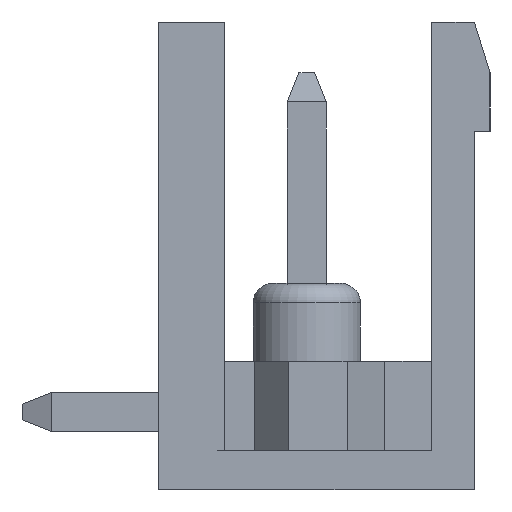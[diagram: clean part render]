
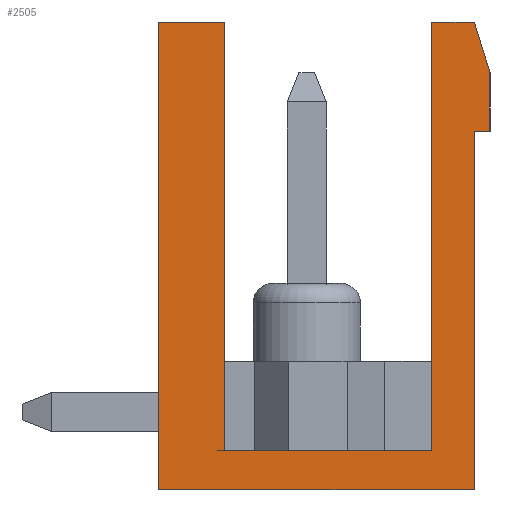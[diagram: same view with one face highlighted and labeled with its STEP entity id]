
A CAD part, left-side view. The second image highlights one B-rep face of the part: STEP entity #2505.
In plain terms, the highlighted planar face has unit normal (-1, 0, 0).
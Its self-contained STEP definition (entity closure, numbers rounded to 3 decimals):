
#2505 = ADVANCED_FACE( '', ( #4998 ), #4999, .F. );
#4998 = FACE_OUTER_BOUND( '', #7477, .T. );
#4999 = PLANE( '', #7478 );
#7477 = EDGE_LOOP( '', ( #14668, #14669, #14670, #14671, #14672, #14673, #14674, #14675, #14676, #14677, #14678 ) );
#7478 = AXIS2_PLACEMENT_3D( '', #14679, #14680, #14681 );
#14668 = ORIENTED_EDGE( '', *, *, #15572, .T. );
#14669 = ORIENTED_EDGE( '', *, *, #16114, .F. );
#14670 = ORIENTED_EDGE( '', *, *, #17478, .F. );
#14671 = ORIENTED_EDGE( '', *, *, #17498, .F. );
#14672 = ORIENTED_EDGE( '', *, *, #16033, .T. );
#14673 = ORIENTED_EDGE( '', *, *, #16333, .F. );
#14674 = ORIENTED_EDGE( '', *, *, #16256, .F. );
#14675 = ORIENTED_EDGE( '', *, *, #16801, .F. );
#14676 = ORIENTED_EDGE( '', *, *, #17947, .T. );
#14677 = ORIENTED_EDGE( '', *, *, #16466, .T. );
#14678 = ORIENTED_EDGE( '', *, *, #18271, .F. );
#14679 = CARTESIAN_POINT( '', ( -58.42, 0., 0. ) );
#14680 = DIRECTION( '', ( 1., 0., 0. ) );
#14681 = DIRECTION( '', ( 0., 0., -1. ) );
#15572 = EDGE_CURVE( '', #18802, #18803, #18804, .T. );
#16033 = EDGE_CURVE( '', #19608, #19606, #19609, .T. );
#16114 = EDGE_CURVE( '', #19743, #18803, #19744, .T. );
#16256 = EDGE_CURVE( '', #19981, #19982, #19983, .T. );
#16333 = EDGE_CURVE( '', #19982, #19606, #20118, .T. );
#16466 = EDGE_CURVE( '', #20330, #20331, #20332, .T. );
#16801 = EDGE_CURVE( '', #20857, #19981, #20858, .T. );
#17478 = EDGE_CURVE( '', #21856, #19743, #21858, .T. );
#17498 = EDGE_CURVE( '', #19608, #21856, #21883, .T. );
#17947 = EDGE_CURVE( '', #20857, #20330, #22445, .T. );
#18271 = EDGE_CURVE( '', #18802, #20331, #22796, .T. );
#18802 = VERTEX_POINT( '', #23522 );
#18803 = VERTEX_POINT( '', #23523 );
#18804 = LINE( '', #23524, #23525 );
#19606 = VERTEX_POINT( '', #24683 );
#19608 = VERTEX_POINT( '', #24686 );
#19609 = LINE( '', #24687, #24688 );
#19743 = VERTEX_POINT( '', #24881 );
#19744 = LINE( '', #24882, #24883 );
#19981 = VERTEX_POINT( '', #25224 );
#19982 = VERTEX_POINT( '', #25225 );
#19983 = LINE( '', #25226, #25227 );
#20118 = LINE( '', #25437, #25438 );
#20330 = VERTEX_POINT( '', #25732 );
#20331 = VERTEX_POINT( '', #25733 );
#20332 = LINE( '', #25734, #25735 );
#20857 = VERTEX_POINT( '', #26510 );
#20858 = LINE( '', #26511, #26512 );
#21856 = VERTEX_POINT( '', #27997 );
#21858 = LINE( '', #28000, #28001 );
#21883 = LINE( '', #28037, #28038 );
#22445 = LINE( '', #28896, #28897 );
#22796 = LINE( '', #29381, #29382 );
#23522 = CARTESIAN_POINT( '', ( -58.42, -4.45, 4.7 ) );
#23523 = CARTESIAN_POINT( '', ( -58.42, -4.05, 6. ) );
#23524 = CARTESIAN_POINT( '', ( -58.42, -4.45, 4.7 ) );
#23525 = VECTOR( '', #29711, 1000. );
#24683 = CARTESIAN_POINT( '', ( -58.42, 2.35, 6. ) );
#24686 = CARTESIAN_POINT( '', ( -58.42, 2.35, -5. ) );
#24687 = CARTESIAN_POINT( '', ( -58.42, 2.35, -5. ) );
#24688 = VECTOR( '', #30144, 1000. );
#24881 = CARTESIAN_POINT( '', ( -58.42, -2.95, 6. ) );
#24882 = CARTESIAN_POINT( '', ( -58.42, 4.05, 6. ) );
#24883 = VECTOR( '', #30213, 1000. );
#25224 = CARTESIAN_POINT( '', ( -58.42, 4.05, -6. ) );
#25225 = CARTESIAN_POINT( '', ( -58.42, 4.05, 6. ) );
#25226 = CARTESIAN_POINT( '', ( -58.42, 4.05, -6. ) );
#25227 = VECTOR( '', #30354, 1000. );
#25437 = CARTESIAN_POINT( '', ( -58.42, 4.05, 6. ) );
#25438 = VECTOR( '', #30430, 1000. );
#25732 = CARTESIAN_POINT( '', ( -58.42, -4.05, 3.2 ) );
#25733 = CARTESIAN_POINT( '', ( -58.42, -4.45, 3.2 ) );
#25734 = CARTESIAN_POINT( '', ( -58.42, -4.05, 3.2 ) );
#25735 = VECTOR( '', #30591, 1000. );
#26510 = CARTESIAN_POINT( '', ( -58.42, -4.05, -6. ) );
#26511 = CARTESIAN_POINT( '', ( -58.42, -4.45, -6. ) );
#26512 = VECTOR( '', #30881, 1000. );
#27997 = CARTESIAN_POINT( '', ( -58.42, -2.95, -5. ) );
#28000 = CARTESIAN_POINT( '', ( -58.42, -2.95, -5. ) );
#28001 = VECTOR( '', #31499, 1000. );
#28037 = CARTESIAN_POINT( '', ( -58.42, 2.35, -5. ) );
#28038 = VECTOR( '', #31517, 1000. );
#28896 = CARTESIAN_POINT( '', ( -58.42, -4.05, -6. ) );
#28897 = VECTOR( '', #31862, 1000. );
#29381 = CARTESIAN_POINT( '', ( -58.42, -4.45, 6. ) );
#29382 = VECTOR( '', #32023, 1000. );
#29711 = DIRECTION( '', ( 0., 0.294, 0.956 ) );
#30144 = DIRECTION( '', ( 0., 0., 1. ) );
#30213 = DIRECTION( '', ( 0., -1., 0. ) );
#30354 = DIRECTION( '', ( 0., 0., 1. ) );
#30430 = DIRECTION( '', ( 0., -1., 0. ) );
#30591 = DIRECTION( '', ( 0., -1., 0. ) );
#30881 = DIRECTION( '', ( 0., 1., 0. ) );
#31499 = DIRECTION( '', ( 0., 0., 1. ) );
#31517 = DIRECTION( '', ( 0., -1., 0. ) );
#31862 = DIRECTION( '', ( 0., 0., 1. ) );
#32023 = DIRECTION( '', ( 0., 0., -1. ) );
